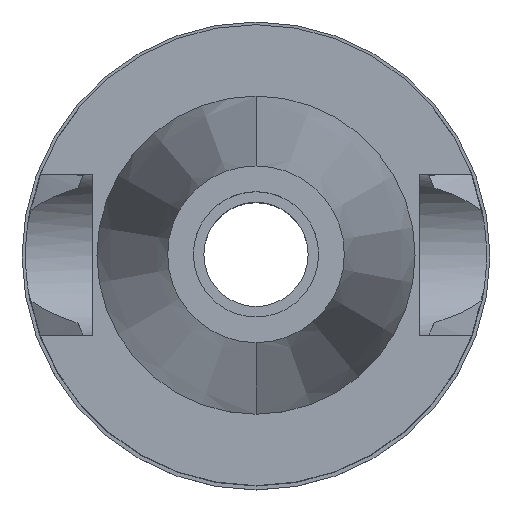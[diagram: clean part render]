
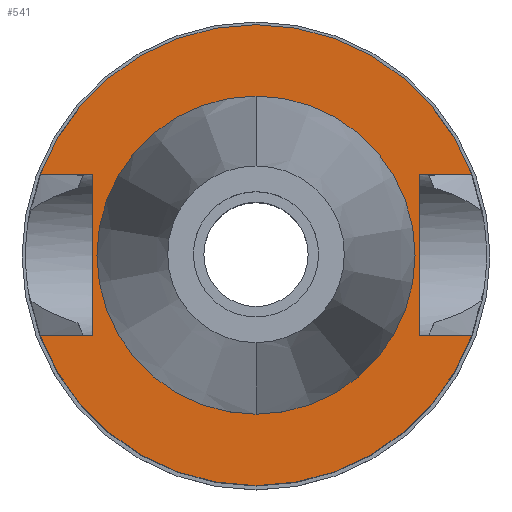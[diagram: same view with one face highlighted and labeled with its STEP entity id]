
A CAD part, top view. The second image highlights one B-rep face of the part: STEP entity #541.
In plain terms, the highlighted planar face has unit normal (0, 0, 1).
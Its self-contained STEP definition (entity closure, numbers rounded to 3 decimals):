
#17 = CARTESIAN_POINT ( 'NONE',  ( 0., 0., -1. ) ) ;
#101 = CIRCLE ( 'NONE', #1065, 23. ) ;
#152 = DIRECTION ( 'NONE',  ( 0., -1., 0. ) ) ;
#157 = CIRCLE ( 'NONE', #1763, 15.875 ) ;
#171 = EDGE_CURVE ( 'NONE', #677, #435, #181, .T. ) ;
#181 = LINE ( 'NONE', #2044, #551 ) ;
#186 = EDGE_CURVE ( 'NONE', #2211, #877, #882, .T. ) ;
#219 = EDGE_LOOP ( 'NONE', ( #775, #1338 ) ) ;
#229 = LINE ( 'NONE', #2809, #2738 ) ;
#240 = CARTESIAN_POINT ( 'NONE',  ( -16.3, -8.05, -1. ) ) ;
#321 = VERTEX_POINT ( 'NONE', #2759 ) ;
#326 = ORIENTED_EDGE ( 'NONE', *, *, #1183, .T. ) ;
#356 = LINE ( 'NONE', #2267, #2099 ) ;
#408 = CARTESIAN_POINT ( 'NONE',  ( 21.545, 8.05, -1. ) ) ;
#435 = VERTEX_POINT ( 'NONE', #1920 ) ;
#536 = CARTESIAN_POINT ( 'NONE',  ( -16.3, -8.05, -1. ) ) ;
#541 = ADVANCED_FACE ( 'NONE', ( #1005, #1933 ), #771, .F. ) ;
#551 = VECTOR ( 'NONE', #1782, 1000. ) ;
#566 = LINE ( 'NONE', #1759, #2407 ) ;
#586 = CARTESIAN_POINT ( 'NONE',  ( 0., 0., -1. ) ) ;
#599 = ORIENTED_EDGE ( 'NONE', *, *, #817, .F. ) ;
#604 = DIRECTION ( 'NONE',  ( 0., 0., -1. ) ) ;
#624 = CARTESIAN_POINT ( 'NONE',  ( -16.3, 8.05, -1. ) ) ;
#677 = VERTEX_POINT ( 'NONE', #1548 ) ;
#685 = CARTESIAN_POINT ( 'NONE',  ( 0., 0., -1. ) ) ;
#771 = PLANE ( 'NONE',  #2901 ) ;
#775 = ORIENTED_EDGE ( 'NONE', *, *, #801, .F. ) ;
#801 = EDGE_CURVE ( 'NONE', #321, #2009, #157, .T. ) ;
#817 = EDGE_CURVE ( 'NONE', #2657, #677, #229, .T. ) ;
#877 = VERTEX_POINT ( 'NONE', #1811 ) ;
#882 = LINE ( 'NONE', #624, #1770 ) ;
#895 = DIRECTION ( 'NONE',  ( 0., 1., 0. ) ) ;
#897 = EDGE_CURVE ( 'NONE', #2009, #321, #986, .T. ) ;
#932 = DIRECTION ( 'NONE',  ( 0., -1., 0. ) ) ;
#970 = EDGE_LOOP ( 'NONE', ( #1878, #2041, #1359, #599, #326, #1515, #1016, #2555 ) ) ;
#986 = CIRCLE ( 'NONE', #2451, 15.875 ) ;
#1005 = FACE_OUTER_BOUND ( 'NONE', #970, .T. ) ;
#1016 = ORIENTED_EDGE ( 'NONE', *, *, #186, .F. ) ;
#1065 = AXIS2_PLACEMENT_3D ( 'NONE', #17, #2347, #2117 ) ;
#1183 = EDGE_CURVE ( 'NONE', #2657, #2638, #566, .T. ) ;
#1256 = DIRECTION ( 'NONE',  ( -1., 0., 0. ) ) ;
#1338 = ORIENTED_EDGE ( 'NONE', *, *, #897, .F. ) ;
#1339 = DIRECTION ( 'NONE',  ( 0., -1., 0. ) ) ;
#1359 = ORIENTED_EDGE ( 'NONE', *, *, #171, .F. ) ;
#1365 = AXIS2_PLACEMENT_3D ( 'NONE', #685, #1623, #2350 ) ;
#1371 = CARTESIAN_POINT ( 'NONE',  ( 0., 0., -1. ) ) ;
#1375 = CARTESIAN_POINT ( 'NONE',  ( 16.3, 8.05, -1. ) ) ;
#1514 = DIRECTION ( 'NONE',  ( 0., 1., 0. ) ) ;
#1515 = ORIENTED_EDGE ( 'NONE', *, *, #1904, .F. ) ;
#1542 = EDGE_CURVE ( 'NONE', #2244, #1802, #2195, .T. ) ;
#1548 = CARTESIAN_POINT ( 'NONE',  ( 16.3, -8.05, -1. ) ) ;
#1577 = CARTESIAN_POINT ( 'NONE',  ( 0., 0., -1. ) ) ;
#1623 = DIRECTION ( 'NONE',  ( 0., 0., -1. ) ) ;
#1638 = DIRECTION ( 'NONE',  ( 0., 0., 1. ) ) ;
#1749 = EDGE_CURVE ( 'NONE', #2244, #2211, #356, .T. ) ;
#1759 = CARTESIAN_POINT ( 'NONE',  ( 16.3, 8.05, -1. ) ) ;
#1763 = AXIS2_PLACEMENT_3D ( 'NONE', #1577, #2518, #895 ) ;
#1770 = VECTOR ( 'NONE', #2960, 1000. ) ;
#1782 = DIRECTION ( 'NONE',  ( 1., 0., 0. ) ) ;
#1802 = VERTEX_POINT ( 'NONE', #2702 ) ;
#1811 = CARTESIAN_POINT ( 'NONE',  ( -21.545, 8.05, -1. ) ) ;
#1878 = ORIENTED_EDGE ( 'NONE', *, *, #1542, .T. ) ;
#1904 = EDGE_CURVE ( 'NONE', #877, #2638, #2782, .T. ) ;
#1920 = CARTESIAN_POINT ( 'NONE',  ( 21.545, -8.05, -1. ) ) ;
#1933 = FACE_BOUND ( 'NONE', #219, .T. ) ;
#2009 = VERTEX_POINT ( 'NONE', #2088 ) ;
#2041 = ORIENTED_EDGE ( 'NONE', *, *, #2095, .F. ) ;
#2044 = CARTESIAN_POINT ( 'NONE',  ( 16.3, -8.05, -1. ) ) ;
#2088 = CARTESIAN_POINT ( 'NONE',  ( 0., -15.875, -1. ) ) ;
#2095 = EDGE_CURVE ( 'NONE', #435, #1802, #101, .T. ) ;
#2099 = VECTOR ( 'NONE', #1514, 1000. ) ;
#2117 = DIRECTION ( 'NONE',  ( 0., -1., 0. ) ) ;
#2195 = LINE ( 'NONE', #536, #2874 ) ;
#2211 = VERTEX_POINT ( 'NONE', #2527 ) ;
#2215 = DIRECTION ( 'NONE',  ( 1., 0., 0. ) ) ;
#2244 = VERTEX_POINT ( 'NONE', #240 ) ;
#2267 = CARTESIAN_POINT ( 'NONE',  ( -16.3, -8.05, -1. ) ) ;
#2347 = DIRECTION ( 'NONE',  ( 0., 0., -1. ) ) ;
#2350 = DIRECTION ( 'NONE',  ( 0., 1., 0. ) ) ;
#2407 = VECTOR ( 'NONE', #2215, 1000. ) ;
#2451 = AXIS2_PLACEMENT_3D ( 'NONE', #1371, #1638, #1339 ) ;
#2518 = DIRECTION ( 'NONE',  ( 0., 0., 1. ) ) ;
#2527 = CARTESIAN_POINT ( 'NONE',  ( -16.3, 8.05, -1. ) ) ;
#2555 = ORIENTED_EDGE ( 'NONE', *, *, #1749, .F. ) ;
#2638 = VERTEX_POINT ( 'NONE', #408 ) ;
#2657 = VERTEX_POINT ( 'NONE', #1375 ) ;
#2702 = CARTESIAN_POINT ( 'NONE',  ( -21.545, -8.05, -1. ) ) ;
#2738 = VECTOR ( 'NONE', #932, 1000. ) ;
#2759 = CARTESIAN_POINT ( 'NONE',  ( 0., 15.875, -1. ) ) ;
#2782 = CIRCLE ( 'NONE', #1365, 23. ) ;
#2809 = CARTESIAN_POINT ( 'NONE',  ( 16.3, 8.05, -1. ) ) ;
#2874 = VECTOR ( 'NONE', #1256, 1000. ) ;
#2901 = AXIS2_PLACEMENT_3D ( 'NONE', #586, #604, #152 ) ;
#2960 = DIRECTION ( 'NONE',  ( -1., 0., 0. ) ) ;
